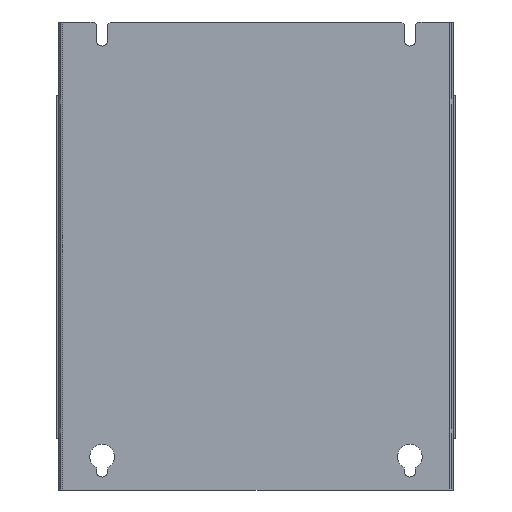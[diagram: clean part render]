
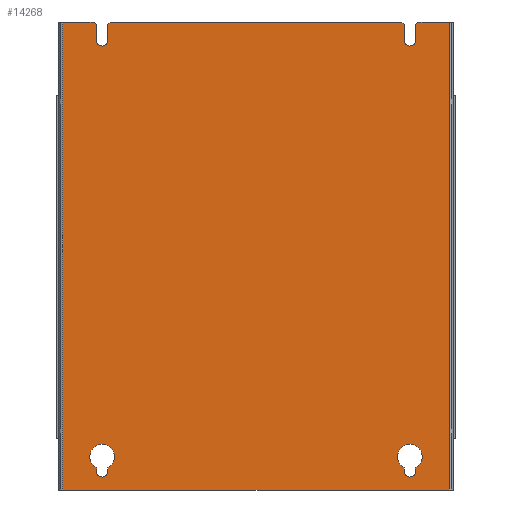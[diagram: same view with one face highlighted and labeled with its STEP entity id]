
A CAD part, front view. The second image highlights one B-rep face of the part: STEP entity #14268.
In plain terms, the highlighted planar face has unit normal (0, -1, 0).
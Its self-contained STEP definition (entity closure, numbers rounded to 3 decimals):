
#44=DIRECTION('',(-0.707,0.,-0.707));
#45=VECTOR('',#44,2.828);
#46=CARTESIAN_POINT('',(303.479,35.858,-47.835));
#47=LINE('',#46,#45);
#48=DIRECTION('',(-1.,0.,0.));
#49=VECTOR('',#48,25.5);
#50=CARTESIAN_POINT('',(328.979,35.858,-47.835));
#51=LINE('',#50,#49);
#52=DIRECTION('',(-1.,0.,0.));
#53=VECTOR('',#52,25.5);
#54=CARTESIAN_POINT('',(40.479,35.858,-47.835));
#55=LINE('',#54,#53);
#56=DIRECTION('',(-0.707,0.,0.707));
#57=VECTOR('',#56,2.828);
#58=CARTESIAN_POINT('',(42.479,35.858,-49.835));
#59=LINE('',#58,#57);
#60=CARTESIAN_POINT('',(46.979,35.858,-62.835));
#61=DIRECTION('',(0.,1.,0.));
#62=DIRECTION('',(1.,0.,0.));
#63=AXIS2_PLACEMENT_3D('',#60,#61,#62);
#65=DIRECTION('',(-0.707,0.,-0.707));
#66=VECTOR('',#65,2.828);
#67=CARTESIAN_POINT('',(53.479,35.858,-47.835));
#68=LINE('',#67,#66);
#69=DIRECTION('',(1.,0.,0.));
#70=VECTOR('',#69,237.);
#71=CARTESIAN_POINT('',(53.479,35.858,-47.835));
#72=LINE('',#71,#70);
#73=DIRECTION('',(-0.707,0.,0.707));
#74=VECTOR('',#73,2.828);
#75=CARTESIAN_POINT('',(292.479,35.858,-49.835));
#76=LINE('',#75,#74);
#77=CARTESIAN_POINT('',(296.979,35.858,-62.835));
#78=DIRECTION('',(0.,1.,0.));
#79=DIRECTION('',(1.,0.,0.));
#80=AXIS2_PLACEMENT_3D('',#77,#78,#79);
#82=CARTESIAN_POINT('',(46.979,35.858,-400.835));
#83=DIRECTION('',(0.,1.,0.));
#84=DIRECTION('',(-0.45,0.,-0.893));
#85=AXIS2_PLACEMENT_3D('',#82,#83,#84);
#87=CARTESIAN_POINT('',(46.979,35.858,-412.835));
#88=DIRECTION('',(0.,1.,0.));
#89=DIRECTION('',(1.,0.,0.));
#90=AXIS2_PLACEMENT_3D('',#87,#88,#89);
#92=CARTESIAN_POINT('',(296.979,35.858,-412.835));
#93=DIRECTION('',(0.,1.,0.));
#94=DIRECTION('',(1.,0.,0.));
#95=AXIS2_PLACEMENT_3D('',#92,#93,#94);
#97=CARTESIAN_POINT('',(296.979,35.858,-400.835));
#98=DIRECTION('',(0.,1.,0.));
#99=DIRECTION('',(-0.45,0.,-0.893));
#100=AXIS2_PLACEMENT_3D('',#97,#98,#99);
#106=DIRECTION('',(0.,0.,1.));
#107=VECTOR('',#106,380.);
#108=CARTESIAN_POINT('',(328.979,35.858,-427.835));
#109=LINE('',#108,#107);
#1166=DIRECTION('',(0.,0.,-1.));
#1167=VECTOR('',#1166,13.);
#1168=CARTESIAN_POINT('',(301.479,35.858,-49.835));
#1169=LINE('',#1168,#1167);
#1186=DIRECTION('',(0.,0.,1.));
#1187=VECTOR('',#1186,13.);
#1188=CARTESIAN_POINT('',(292.479,35.858,-62.835));
#1189=LINE('',#1188,#1187);
#1206=DIRECTION('',(0.,0.,-1.));
#1207=VECTOR('',#1206,13.);
#1208=CARTESIAN_POINT('',(51.479,35.858,-49.835));
#1209=LINE('',#1208,#1207);
#1226=DIRECTION('',(0.,0.,1.));
#1227=VECTOR('',#1226,13.);
#1228=CARTESIAN_POINT('',(42.479,35.858,-62.835));
#1229=LINE('',#1228,#1227);
#1247=DIRECTION('',(0.,0.,-1.));
#1248=VECTOR('',#1247,380.);
#1249=CARTESIAN_POINT('',(14.979,35.858,-47.835));
#1250=LINE('',#1249,#1248);
#1264=DIRECTION('',(1.,0.,0.));
#1265=VECTOR('',#1264,314.);
#1266=CARTESIAN_POINT('',(14.979,35.858,-427.835));
#1267=LINE('',#1266,#1265);
#2964=DIRECTION('',(0.,0.,-1.));
#2965=VECTOR('',#2964,3.07);
#2966=CARTESIAN_POINT('',(51.479,35.858,-409.765));
#2967=LINE('',#2966,#2965);
#2980=DIRECTION('',(0.,0.,1.));
#2981=VECTOR('',#2980,3.07);
#2982=CARTESIAN_POINT('',(42.479,35.858,-412.835));
#2983=LINE('',#2982,#2981);
#2996=DIRECTION('',(0.,0.,1.));
#2997=VECTOR('',#2996,3.07);
#2998=CARTESIAN_POINT('',(292.479,35.858,-412.835));
#2999=LINE('',#2998,#2997);
#3012=DIRECTION('',(0.,0.,-1.));
#3013=VECTOR('',#3012,3.07);
#3014=CARTESIAN_POINT('',(301.479,35.858,-409.765));
#3015=LINE('',#3014,#3013);
#10999=CARTESIAN_POINT('',(303.479,35.858,
-47.835));
#11001=VERTEX_POINT('',#10999);
#11011=CARTESIAN_POINT('',(328.979,35.858,
-47.835));
#11012=VERTEX_POINT('',#11011);
#11014=CARTESIAN_POINT('',(290.479,35.858,
-47.835));
#11016=VERTEX_POINT('',#11014);
#11017=CARTESIAN_POINT('',(53.479,35.858,
-47.835));
#11018=VERTEX_POINT('',#11017);
#11022=CARTESIAN_POINT('',(40.479,35.858,
-47.835));
#11024=VERTEX_POINT('',#11022);
#11025=CARTESIAN_POINT('',(14.979,35.858,
-47.835));
#11026=VERTEX_POINT('',#11025);
#11037=CARTESIAN_POINT('',(301.479,35.858,
-49.835));
#11038=VERTEX_POINT('',#11037);
#11039=CARTESIAN_POINT('',(328.979,35.858,
-427.835));
#11040=VERTEX_POINT('',#11039);
#11041=CARTESIAN_POINT('',(14.979,35.858,
-427.835));
#11042=VERTEX_POINT('',#11041);
#11043=CARTESIAN_POINT('',(42.479,35.858,
-49.835));
#11044=VERTEX_POINT('',#11043);
#11045=CARTESIAN_POINT('',(42.479,35.858,
-62.835));
#11046=VERTEX_POINT('',#11045);
#11047=CARTESIAN_POINT('',(51.479,35.858,
-62.835));
#11048=VERTEX_POINT('',#11047);
#11049=CARTESIAN_POINT('',(51.479,35.858,
-49.835));
#11050=VERTEX_POINT('',#11049);
#11051=CARTESIAN_POINT('',(292.479,35.858,
-49.835));
#11052=VERTEX_POINT('',#11051);
#11053=CARTESIAN_POINT('',(292.479,35.858,
-62.835));
#11054=VERTEX_POINT('',#11053);
#11055=CARTESIAN_POINT('',(301.479,35.858,
-62.835));
#11056=VERTEX_POINT('',#11055);
#11057=CARTESIAN_POINT('',(42.479,35.858,
-409.765));
#11058=CARTESIAN_POINT('',(51.479,35.858,
-409.765));
#11059=VERTEX_POINT('',#11057);
#11060=VERTEX_POINT('',#11058);
#11061=CARTESIAN_POINT('',(42.479,35.858,
-412.835));
#11062=VERTEX_POINT('',#11061);
#11063=CARTESIAN_POINT('',(51.479,35.858,
-412.835));
#11064=VERTEX_POINT('',#11063);
#11065=CARTESIAN_POINT('',(301.479,35.858,
-412.835));
#11066=CARTESIAN_POINT('',(292.479,35.858,
-412.835));
#11067=VERTEX_POINT('',#11065);
#11068=VERTEX_POINT('',#11066);
#11069=CARTESIAN_POINT('',(301.479,35.858,
-409.765));
#11070=VERTEX_POINT('',#11069);
#11071=CARTESIAN_POINT('',(292.479,35.858,
-409.765));
#11072=VERTEX_POINT('',#11071);
#14211=CARTESIAN_POINT('',(171.979,35.858,
-237.835));
#14212=DIRECTION('',(0.,1.,0.));
#14213=DIRECTION('',(1.,0.,0.));
#14214=AXIS2_PLACEMENT_3D('',#14211,#14212,#14213);
#14215=PLANE('',#14214);
#14216=ORIENTED_EDGE('',*,*,#14202,.F.);
#14217=ORIENTED_EDGE('',*,*,#14191,.F.);
#14219=ORIENTED_EDGE('',*,*,#14218,.F.);
#14221=ORIENTED_EDGE('',*,*,#14220,.F.);
#14223=ORIENTED_EDGE('',*,*,#14222,.F.);
#14225=ORIENTED_EDGE('',*,*,#14224,.F.);
#14227=ORIENTED_EDGE('',*,*,#14226,.F.);
#14229=ORIENTED_EDGE('',*,*,#14228,.F.);
#14231=ORIENTED_EDGE('',*,*,#14230,.F.);
#14233=ORIENTED_EDGE('',*,*,#14232,.F.);
#14235=ORIENTED_EDGE('',*,*,#14234,.F.);
#14237=ORIENTED_EDGE('',*,*,#14236,.T.);
#14239=ORIENTED_EDGE('',*,*,#14238,.F.);
#14241=ORIENTED_EDGE('',*,*,#14240,.F.);
#14243=ORIENTED_EDGE('',*,*,#14242,.F.);
#14245=ORIENTED_EDGE('',*,*,#14244,.F.);
#14246=EDGE_LOOP('',(#14216,#14217,#14219,#14221,#14223,#14225,#14227,#14229,
#14231,#14233,#14235,#14237,#14239,#14241,#14243,#14245));
#14247=FACE_OUTER_BOUND('',#14246,.F.);
#14249=ORIENTED_EDGE('',*,*,#14248,.F.);
#14251=ORIENTED_EDGE('',*,*,#14250,.F.);
#14253=ORIENTED_EDGE('',*,*,#14252,.F.);
#14255=ORIENTED_EDGE('',*,*,#14254,.F.);
#14256=EDGE_LOOP('',(#14249,#14251,#14253,#14255));
#14257=FACE_BOUND('',#14256,.F.);
#14259=ORIENTED_EDGE('',*,*,#14258,.F.);
#14261=ORIENTED_EDGE('',*,*,#14260,.F.);
#14263=ORIENTED_EDGE('',*,*,#14262,.F.);
#14265=ORIENTED_EDGE('',*,*,#14264,.F.);
#14266=EDGE_LOOP('',(#14259,#14261,#14263,#14265));
#14267=FACE_BOUND('',#14266,.F.);
#64=CIRCLE('',#63,4.5);
#81=CIRCLE('',#80,4.5);
#86=CIRCLE('',#85,10.);
#91=CIRCLE('',#90,4.5);
#96=CIRCLE('',#95,4.5);
#101=CIRCLE('',#100,10.);
#14191=EDGE_CURVE('',#11012,#11001,#51,.T.);
#14202=EDGE_CURVE('',#11001,#11038,#47,.T.);
#14218=EDGE_CURVE('',#11040,#11012,#109,.T.);
#14220=EDGE_CURVE('',#11042,#11040,#1267,.T.);
#14222=EDGE_CURVE('',#11026,#11042,#1250,.T.);
#14224=EDGE_CURVE('',#11024,#11026,#55,.T.);
#14226=EDGE_CURVE('',#11044,#11024,#59,.T.);
#14228=EDGE_CURVE('',#11046,#11044,#1229,.T.);
#14230=EDGE_CURVE('',#11048,#11046,#64,.T.);
#14232=EDGE_CURVE('',#11050,#11048,#1209,.T.);
#14234=EDGE_CURVE('',#11018,#11050,#68,.T.);
#14236=EDGE_CURVE('',#11018,#11016,#72,.T.);
#14238=EDGE_CURVE('',#11052,#11016,#76,.T.);
#14240=EDGE_CURVE('',#11054,#11052,#1189,.T.);
#14242=EDGE_CURVE('',#11056,#11054,#81,.T.);
#14244=EDGE_CURVE('',#11038,#11056,#1169,.T.);
#14248=EDGE_CURVE('',#11059,#11060,#86,.T.);
#14250=EDGE_CURVE('',#11062,#11059,#2983,.T.);
#14252=EDGE_CURVE('',#11064,#11062,#91,.T.);
#14254=EDGE_CURVE('',#11060,#11064,#2967,.T.);
#14258=EDGE_CURVE('',#11067,#11068,#96,.T.);
#14260=EDGE_CURVE('',#11070,#11067,#3015,.T.);
#14262=EDGE_CURVE('',#11072,#11070,#101,.T.);
#14264=EDGE_CURVE('',#11068,#11072,#2999,.T.);
#14268=ADVANCED_FACE('',(#14247,#14257,#14267),#14215,.F.);
